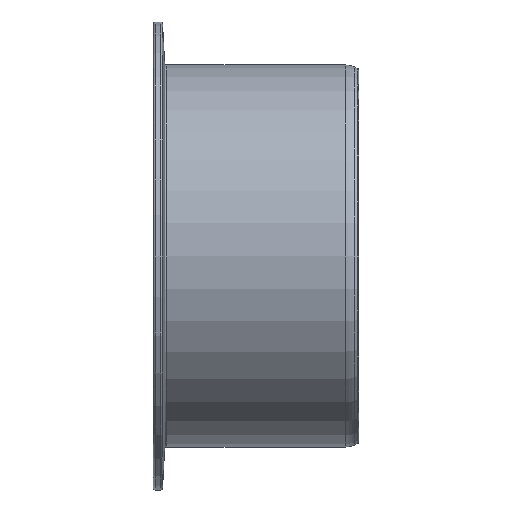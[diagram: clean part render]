
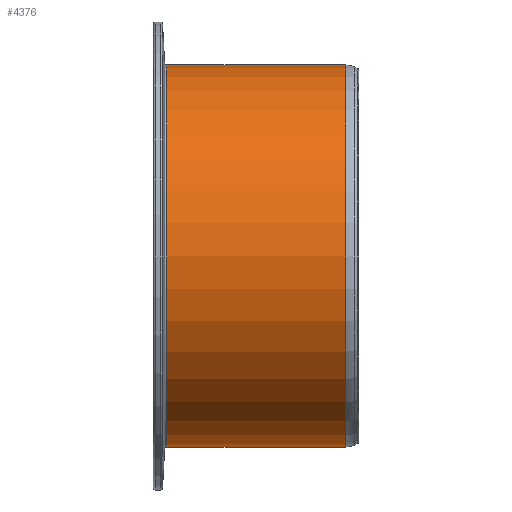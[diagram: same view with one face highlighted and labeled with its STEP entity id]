
A CAD part, left-side view. The second image highlights one B-rep face of the part: STEP entity #4376.
In plain terms, the highlighted cylindrical face has radius 45.1 mm (diameter 90.2 mm), a full revolution.
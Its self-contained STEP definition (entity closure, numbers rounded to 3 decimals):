
#159=FACE_BOUND('',#1070,.T.);
#739=FACE_OUTER_BOUND('',#1069,.T.);
#1069=EDGE_LOOP('',(#3988));
#1070=EDGE_LOOP('',(#3989));
#1670=CIRCLE('',#4891,45.1);
#1671=CIRCLE('',#4893,45.1);
#2065=VERTEX_POINT('',#10144);
#2066=VERTEX_POINT('',#10147);
#2708=EDGE_CURVE('',#2065,#2065,#1670,.T.);
#2709=EDGE_CURVE('',#2066,#2066,#1671,.T.);
#3988=ORIENTED_EDGE('',*,*,#2708,.T.);
#3989=ORIENTED_EDGE('',*,*,#2709,.F.);
#4089=CYLINDRICAL_SURFACE('',#4892,45.1);
#4376=ADVANCED_FACE('',(#739,#159),#4089,.T.);
#4891=AXIS2_PLACEMENT_3D('',#10145,#6063,#6064);
#4892=AXIS2_PLACEMENT_3D('',#10146,#6065,#6066);
#4893=AXIS2_PLACEMENT_3D('',#10148,#6067,#6068);
#6063=DIRECTION('center_axis',(0.,-1.,0.));
#6064=DIRECTION('ref_axis',(1.,0.,0.));
#6065=DIRECTION('center_axis',(0.,-1.,0.));
#6066=DIRECTION('ref_axis',(1.,0.,0.));
#6067=DIRECTION('center_axis',(0.,-1.,0.));
#6068=DIRECTION('ref_axis',(1.,0.,0.));
#10144=CARTESIAN_POINT('',(45.1,45.326,0.));
#10145=CARTESIAN_POINT('Origin',(0.,45.326,0.));
#10146=CARTESIAN_POINT('Origin',(0.,24.217,0.));
#10147=CARTESIAN_POINT('',(45.1,3.108,0.));
#10148=CARTESIAN_POINT('Origin',(0.,3.108,0.));
